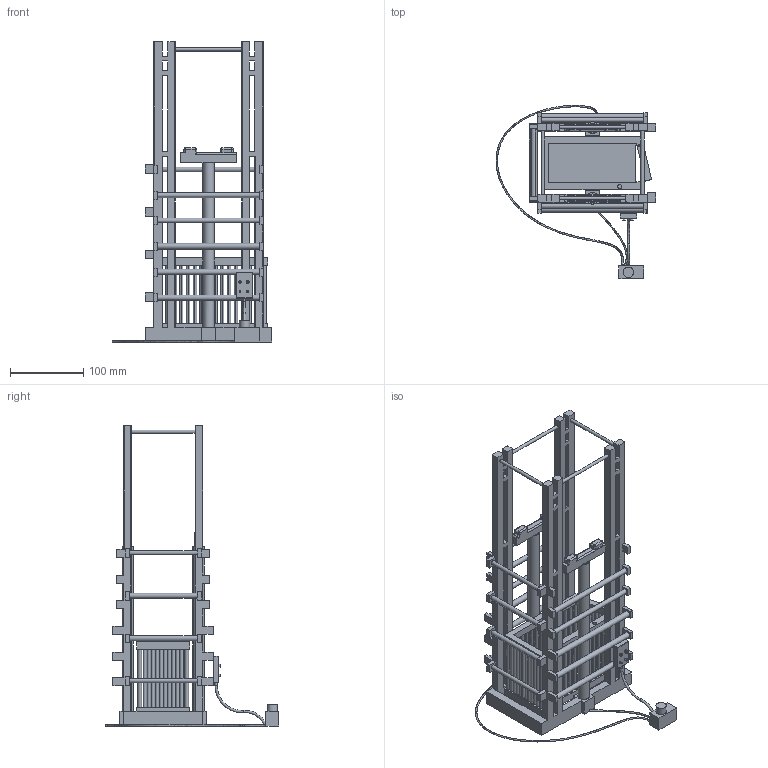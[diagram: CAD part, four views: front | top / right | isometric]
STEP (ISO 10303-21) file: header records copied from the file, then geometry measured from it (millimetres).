
FILE_DESCRIPTION(/* description */ (''),/* implementation_level */ '2;1');
FILE_NAME(/* name */ 'Hydraulic Lift (2X pull speed - FrameDesign).step',/* time_stamp */ '2024-07-20T02:44:02+05:30',/* author */ (''),/* organization */ (''),/* preprocessor_version */ 'ST-DEVELOPER v20',/* originating_system */ 'Autodesk Translation Framework v13.14.0.145',/* authorisation */ '');
FILE_SCHEMA (('AUTOMOTIVE_DESIGN { 1 0 10303 214 3 1 1 }'));
Length unit declared in the file: millimetre
Products named in the file (11): Hydraulic Lift; Component1; Component2; Component10; Component11; Component3; Component4; Component6; Component7; Component8; Component9
Assembly tree (10 placements, depth 3):
  Hydraulic Lift
    Component1
    Component2
      Component10
      Component11
    Component3
    Component4
    Component6
    Component7
    Component8
    Component9
Bounding box: 218.28 x 236.6 x 410.6 mm (x, y, z)
Volume: 882898.1 mm3; surface area: 404154.6 mm2
Topology: 19 solids, 19 shells, 686 faces, 1668 edges, 1083 vertices
Faces by surface type: plane 453, cylinder 209, sphere 14, torus 8, bspline 2
Full cylindrical faces by diameter (mm): 2.071 x3, 3.253 x1, 3.451 x3, 3.858 x3, 4.025 x3, 4.374 x2, 4.557 x2, 4.792 x18, 5.71 x1, 5.813 x1, 6.192 x1, 6.497 x2, 6.768 x1, 6.945 x2, 6.997 x1, 7.254 x2, 7.789 x2, 8.184 x2, 11.177 x2, 11.736 x2, 14.137 x1, 15.32 x2, 15.801 x1
Entity records: 21192 total; most frequent: CARTESIAN_POINT 4164, DIRECTION 3493, ORIENTED_EDGE 3328, EDGE_CURVE 1664, LINE 1217, VECTOR 1217, AXIS2_PLACEMENT_3D 1138, VERTEX_POINT 1083
